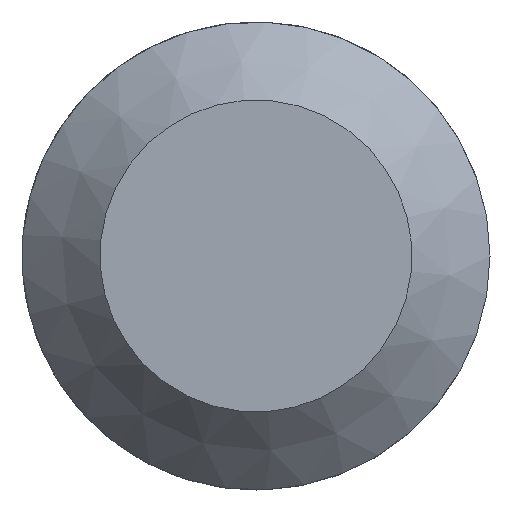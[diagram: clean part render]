
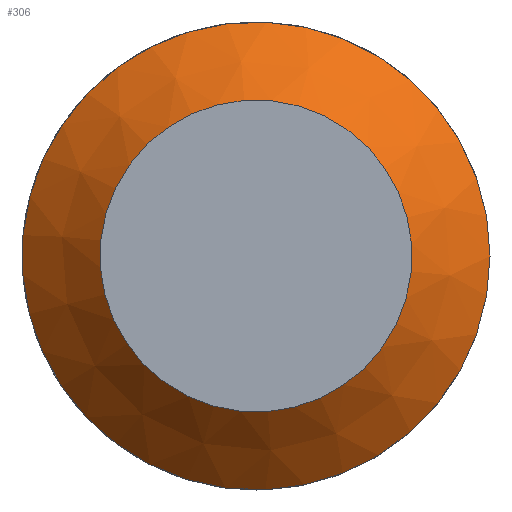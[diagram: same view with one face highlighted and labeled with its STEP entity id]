
A CAD part, front view. The second image highlights one B-rep face of the part: STEP entity #306.
In plain terms, the highlighted conical face has half-angle 45 degrees and reference radius 1 mm.
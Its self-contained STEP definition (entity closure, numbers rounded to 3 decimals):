
#31=CONICAL_SURFACE('',#354,1.,0.785);
#44=FACE_OUTER_BOUND('',#69,.T.);
#69=EDGE_LOOP('',(#234,#235,#236,#237,#238));
#95=LINE('',#534,#112);
#112=VECTOR('',#436,1.);
#130=CIRCLE('',#353,2.);
#131=CIRCLE('',#355,3.);
#132=CIRCLE('',#356,3.);
#155=VERTEX_POINT('',#528);
#156=VERTEX_POINT('',#531);
#157=VERTEX_POINT('',#532);
#185=EDGE_CURVE('',#155,#155,#130,.T.);
#186=EDGE_CURVE('',#156,#157,#131,.T.);
#187=EDGE_CURVE('',#156,#155,#95,.T.);
#188=EDGE_CURVE('',#157,#156,#132,.T.);
#234=ORIENTED_EDGE('',*,*,#186,.F.);
#235=ORIENTED_EDGE('',*,*,#187,.T.);
#236=ORIENTED_EDGE('',*,*,#185,.T.);
#237=ORIENTED_EDGE('',*,*,#187,.F.);
#238=ORIENTED_EDGE('',*,*,#188,.F.);
#306=ADVANCED_FACE('',(#44),#31,.T.);
#353=AXIS2_PLACEMENT_3D('',#529,#430,#431);
#354=AXIS2_PLACEMENT_3D('',#530,#432,#433);
#355=AXIS2_PLACEMENT_3D('',#533,#434,#435);
#356=AXIS2_PLACEMENT_3D('',#535,#437,#438);
#430=DIRECTION('center_axis',(0.,1.,0.));
#431=DIRECTION('ref_axis',(0.,0.,-1.));
#432=DIRECTION('center_axis',(0.,1.,0.));
#433=DIRECTION('ref_axis',(0.969,0.,0.248));
#434=DIRECTION('center_axis',(0.,1.,0.));
#435=DIRECTION('ref_axis',(0.,0.,-1.));
#436=DIRECTION('',(0.685,-0.707,0.175));
#437=DIRECTION('center_axis',(0.,1.,0.));
#438=DIRECTION('ref_axis',(0.,0.,-1.));
#528=CARTESIAN_POINT('',(-1.938,0.,-0.495));
#529=CARTESIAN_POINT('Origin',(0.,0.,0.));
#530=CARTESIAN_POINT('Origin',(0.,-1.,0.));
#531=CARTESIAN_POINT('',(-2.907,1.,-0.743));
#532=CARTESIAN_POINT('',(3.,1.,0.));
#533=CARTESIAN_POINT('Origin',(0.,1.,0.));
#534=CARTESIAN_POINT('',(-0.969,-1.,-0.248));
#535=CARTESIAN_POINT('Origin',(0.,1.,0.));
